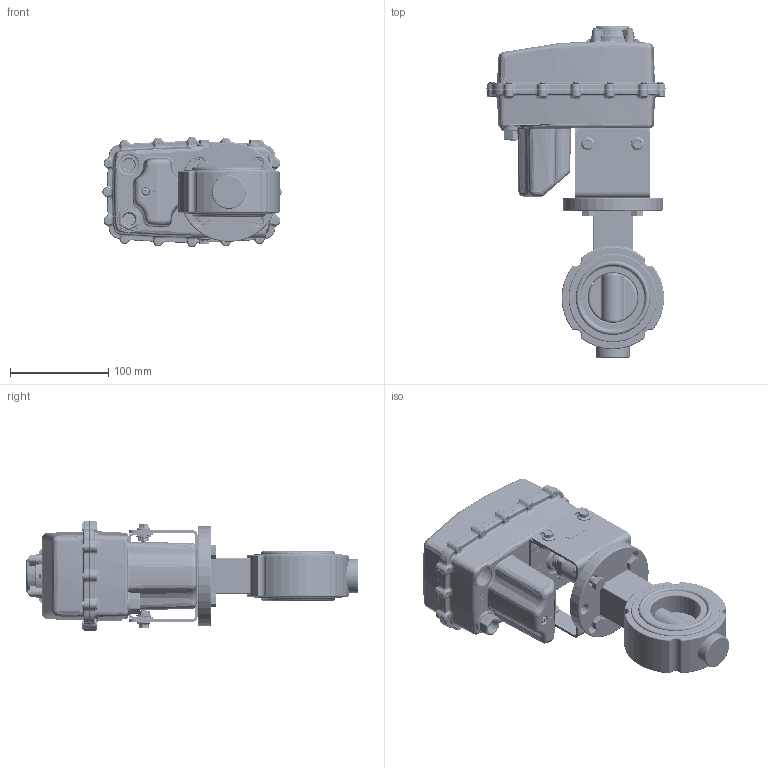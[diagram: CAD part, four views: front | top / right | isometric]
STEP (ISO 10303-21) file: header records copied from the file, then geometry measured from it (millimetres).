
FILE_DESCRIPTION (( 'STEP AP203' ), '1' );
FILE_NAME ('59I22-10DY0-PF1.STEP', '2020-08-14T15:47:05', ( '' ), ( '' ), 'SwSTEP 2.0', 'SolidWorks 2019', '' );
FILE_SCHEMA (( 'CONFIG_CONTROL_DESIGN' ));
Length unit declared in the file: inch
Products named in the file (31): 101-0002; 450-0005_450-0005; 10DY0-PF1; 450-0006; 205-0015; 100-0041; 498-2101_promoted; 100255; 59IBODY; 105-0063; 100-0037; 405-0027; 59I22-10DY0-PF1; 405-0028; eh-157; 100204; 59LSTEM; 450-0004; 208-0016; qx-221; 405-0023; eh2-430_EH2-432; EHPT-59I; 398-0229; eh2-mk-opshaft; 59ISEAT; eh-502; EHPT-101; 450-0010_450-0010; 500-0004; 59I22
Assembly tree (66 placements, depth 4):
  59I22-10DY0-PF1
    59I22
      EHPT-59I
        59IBODY
        59ISEAT
        59LSTEM
      100255
      EHPT-101  x4
      qx-221  x4
      208-0016
      500-0004
    10DY0-PF1
      498-2101_promoted
        405-0023
        405-0028
        450-0004
        100-0041  x4
        205-0015  x4
        eh-157
        100-0037  x20
        eh-502
      eh2-430_EH2-432
        eh2-mk-opshaft
      105-0063
      450-0010_450-0010
        450-0005_450-0005
        450-0006
      398-0229
        405-0027
    100204  x3
    101-0002  x3
    eh-502
Bounding box: 182.34 x 337.88 x 112.49 mm (x, y, z)
Volume: 881259.5 mm3; surface area: 373408.1 mm2
Topology: 55 solids, 63 shells, 6753 faces, 17199 edges, 10642 vertices
Faces by surface type: plane 2141, cylinder 1546, bspline 1345, torus 1181, cone 417, sphere 123
Full cylindrical faces by diameter (mm): 2.286 x160, 2.54 x2, 4.089 x1, 4.318 x1, 4.445 x1, 4.765 x72, 4.978 x3, 5.842 x4, 6.604 x20, 6.756 x4, 7.137 x3, 7.366 x1, 7.62 x4, 7.874 x2, 8.23 x4, 9.017 x4, 10.16 x3, 10.312 x1, 12.7 x5, 14.326 x1, 14.91 x3, 18.923 x1, 22.225 x1, 25.4 x1, 31.75 x2, 34.392 x1, 50.8 x1, 87.757 x1, 90.17 x1, 101.6 x1
Entity records: 181987 total; most frequent: CARTESIAN_POINT 92296, ORIENTED_EDGE 19024, DIRECTION 16002, EDGE_CURVE 9514, AXIS2_PLACEMENT_3D 6521, VERTEX_POINT 5887, EDGE_LOOP 4503, FACE_OUTER_BOUND 4122
